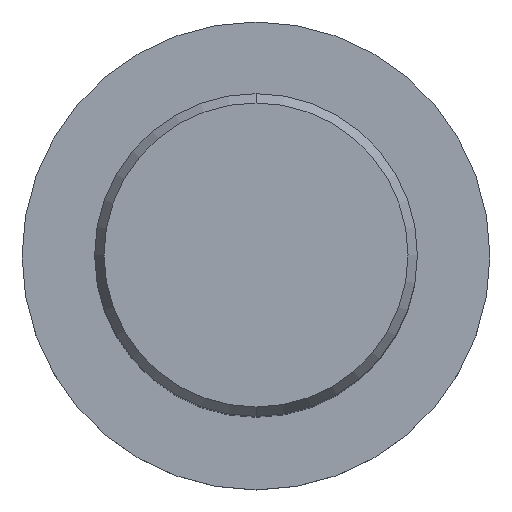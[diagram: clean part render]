
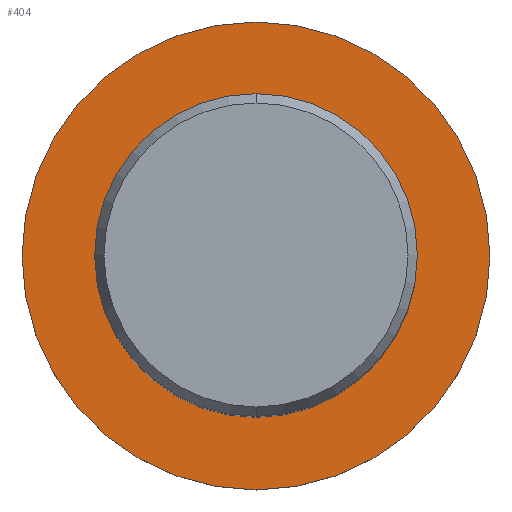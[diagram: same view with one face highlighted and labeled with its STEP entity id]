
A CAD part, top view. The second image highlights one B-rep face of the part: STEP entity #404.
In plain terms, the highlighted planar face has unit normal (0, 0, 1).
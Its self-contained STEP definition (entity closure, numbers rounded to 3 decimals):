
#198=VERTEX_POINT('',#534);
#248=VERTEX_POINT('',#589);
#262=EDGE_CURVE('',#312,#428,#603,.T.);
#278=EDGE_CURVE('',#248,#198,#621,.T.);
#312=VERTEX_POINT('',#657);
#404=ADVANCED_FACE('',(#758,#759),#760,.T.);
#416=EDGE_CURVE('',#428,#312,#772,.T.);
#428=VERTEX_POINT('',#784);
#460=EDGE_CURVE('',#198,#248,#818,.T.);
#534=CARTESIAN_POINT('',(0.0,20.0,-70.0));
#589=CARTESIAN_POINT('',(0.,-20.0,-70.0));
#603=CIRCLE('',#1064,29.0);
#621=CIRCLE('',#1112,20.0);
#657=CARTESIAN_POINT('',(0.0,29.0,-70.0));
#758=FACE_BOUND('',#1404,.T.);
#759=FACE_OUTER_BOUND('',#1405,.T.);
#760=PLANE('',#1406);
#772=CIRCLE('',#1459,29.0);
#784=CARTESIAN_POINT('',(0.,-29.0,-70.0));
#818=CIRCLE('',#1542,20.0);
#1064=AXIS2_PLACEMENT_3D('',#1707,#1708,#1709);
#1112=AXIS2_PLACEMENT_3D('',#1733,#1734,#1735);
#1404=EDGE_LOOP('',(#1884,#1885));
#1405=EDGE_LOOP('',(#1886,#1887));
#1406=AXIS2_PLACEMENT_3D('',#1888,#1889,#1890);
#1459=AXIS2_PLACEMENT_3D('',#1894,#1895,#1896);
#1542=AXIS2_PLACEMENT_3D('',#1926,#1927,#1928);
#1707=CARTESIAN_POINT('',(0.0,0.0,-70.0));
#1708=DIRECTION('',(0.0,0.0,-1.0));
#1709=DIRECTION('',(0.0,1.0,0.0));
#1733=CARTESIAN_POINT('',(0.0,0.0,-70.0));
#1734=DIRECTION('',(-0.0,0.0,-1.0));
#1735=DIRECTION('',(0.0,1.0,0.0));
#1884=ORIENTED_EDGE('',*,*,#460,.T.);
#1885=ORIENTED_EDGE('',*,*,#278,.T.);
#1886=ORIENTED_EDGE('',*,*,#262,.F.);
#1887=ORIENTED_EDGE('',*,*,#416,.F.);
#1888=CARTESIAN_POINT('',(0.0,14.5,-70.0));
#1889=DIRECTION('',(-0.0,0.0,1.0));
#1890=DIRECTION('',(0.0,-1.0,0.0));
#1894=CARTESIAN_POINT('',(0.0,0.0,-70.0));
#1895=DIRECTION('',(0.0,0.0,-1.0));
#1896=DIRECTION('',(0.0,1.0,0.0));
#1926=CARTESIAN_POINT('',(0.0,0.0,-70.0));
#1927=DIRECTION('',(-0.0,0.0,-1.0));
#1928=DIRECTION('',(0.0,1.0,0.0));
